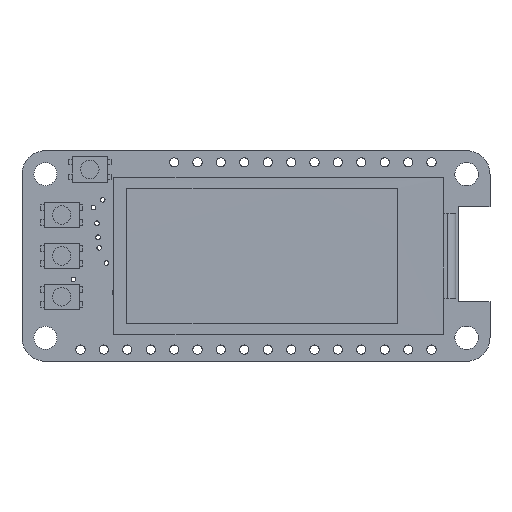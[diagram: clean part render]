
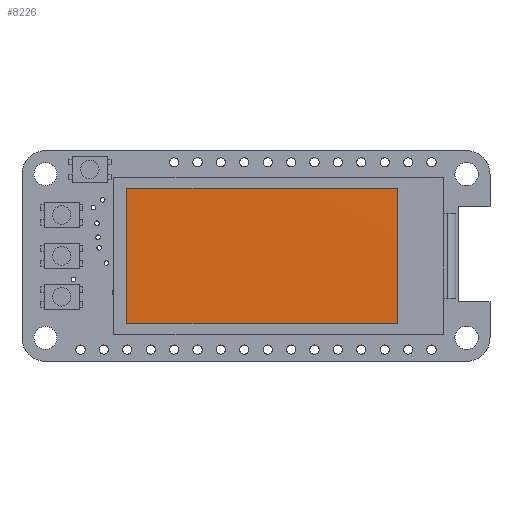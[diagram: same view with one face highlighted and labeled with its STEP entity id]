
A CAD part, top view. The second image highlights one B-rep face of the part: STEP entity #8226.
In plain terms, the highlighted planar face has unit normal (0, 0, 1).
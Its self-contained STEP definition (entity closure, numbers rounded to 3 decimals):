
#402=PLANE('',#8934);
#793=FACE_OUTER_BOUND('',#1336,.T.);
#1336=EDGE_LOOP('',(#6440,#6441,#6442,#6443));
#1927=LINE('',#12550,#2825);
#1928=LINE('',#12552,#2826);
#1929=LINE('',#12554,#2827);
#1930=LINE('',#12556,#2828);
#2825=VECTOR('',#10324,1000.);
#2826=VECTOR('',#10327,1000.);
#2827=VECTOR('',#10330,1000.);
#2828=VECTOR('',#10333,1000.);
#3912=VERTEX_POINT('',#12541);
#3913=VERTEX_POINT('',#12542);
#3914=VERTEX_POINT('',#12544);
#3915=VERTEX_POINT('',#12546);
#4819=EDGE_CURVE('',#3912,#3914,#1927,.T.);
#4820=EDGE_CURVE('',#3912,#3913,#1928,.T.);
#4821=EDGE_CURVE('',#3913,#3915,#1929,.T.);
#4822=EDGE_CURVE('',#3915,#3914,#1930,.T.);
#6440=ORIENTED_EDGE('',*,*,#4819,.F.);
#6441=ORIENTED_EDGE('',*,*,#4820,.T.);
#6442=ORIENTED_EDGE('',*,*,#4821,.T.);
#6443=ORIENTED_EDGE('',*,*,#4822,.T.);
#8226=ADVANCED_FACE('',(#793),#402,.T.);
#8934=AXIS2_PLACEMENT_3D('',#12557,#10334,#10335);
#10324=DIRECTION('',(0.,-1.,0.));
#10327=DIRECTION('',(-1.,0.,0.));
#10330=DIRECTION('',(0.,-1.,0.));
#10333=DIRECTION('',(1.,0.,0.));
#10334=DIRECTION('center_axis',(0.,0.,1.));
#10335=DIRECTION('ref_axis',(1.,0.,0.));
#12541=CARTESIAN_POINT('',(-4.93,7.35,2.055));
#12542=CARTESIAN_POINT('',(-34.35,7.35,2.055));
#12544=CARTESIAN_POINT('',(-4.93,-7.35,2.055));
#12546=CARTESIAN_POINT('',(-34.35,-7.35,2.055));
#12550=CARTESIAN_POINT('',(-4.93,0.,2.06));
#12552=CARTESIAN_POINT('',(-19.64,7.35,2.06));
#12554=CARTESIAN_POINT('',(-34.35,0.,2.06));
#12556=CARTESIAN_POINT('',(-19.64,-7.35,2.06));
#12557=CARTESIAN_POINT('Origin',(-19.65,0.,2.06));
